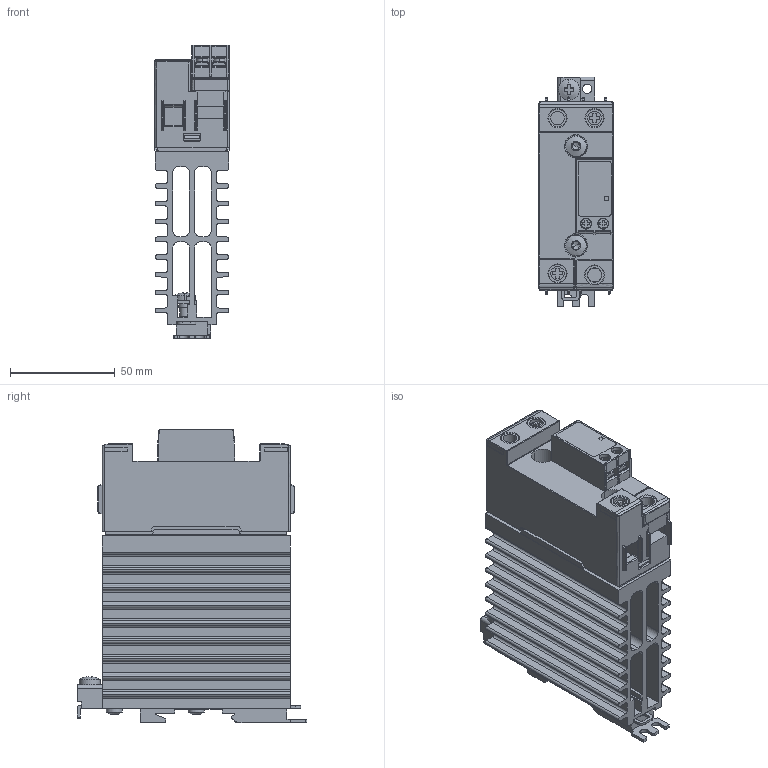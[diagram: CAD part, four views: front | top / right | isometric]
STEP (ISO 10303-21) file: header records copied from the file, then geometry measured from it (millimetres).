
FILE_DESCRIPTION((''),'2;1');
FILE_NAME('CGI0767-02.stp','2012-08-16T15:13:41',(''),(''),'Mechanical Desktop 2009','Mechanical Desktop 2009',', , ');
FILE_SCHEMA(('CONFIG_CONTROL_DESIGN'));
Length unit declared in the file: millimetre
Products named in the file (2): Product; CGI0767-02
Assembly tree (1 placements, depth 2):
  Product
    CGI0767-02
Bounding box: 35.6 x 110 x 140.28 mm (x, y, z)
Volume: 232665.8 mm3; surface area: 89613.5 mm2
Topology: 11 solids, 11 shells, 1455 faces, 3843 edges, 2426 vertices
Faces by surface type: bspline 624, plane 473, cylinder 302, cone 27, torus 19, sphere 10
Entity records: 50291 total; most frequent: CARTESIAN_POINT 15610, ORIENTED_EDGE 7646, DIRECTION 6536, EDGE_CURVE 3823, VECTOR 2554, LINE 2554, VERTEX_POINT 2430, AXIS2_PLACEMENT_3D 1991
